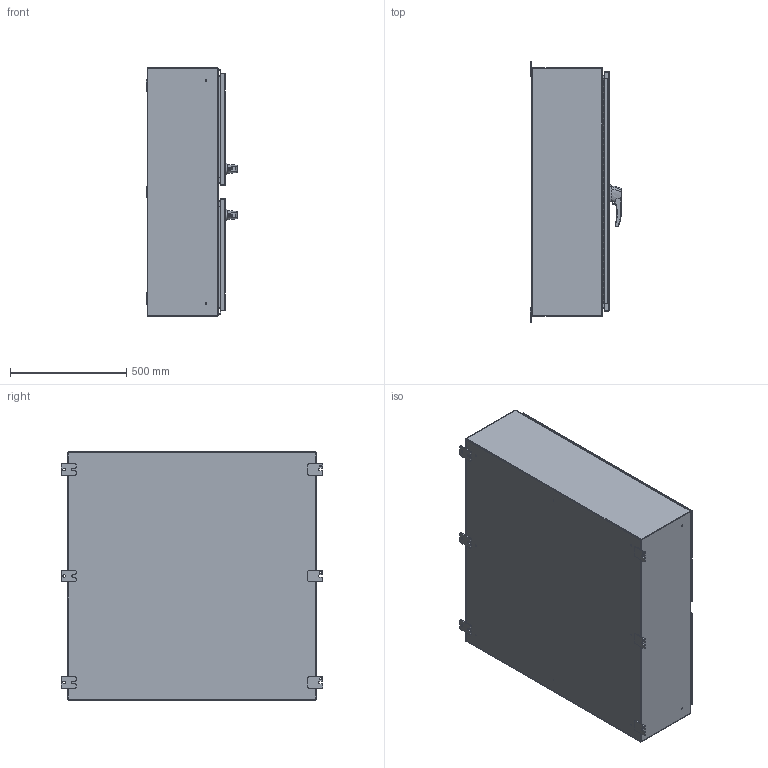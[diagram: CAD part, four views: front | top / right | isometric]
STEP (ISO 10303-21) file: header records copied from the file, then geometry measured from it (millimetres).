
FILE_DESCRIPTION (( 'STEP AP214' ), '1' );
FILE_NAME ('HN4WM424212GY.STEP', '2019-08-27T19:33:51', ( '' ), ( '' ), 'SwSTEP 2.0', 'SolidWorks 2018', '' );
FILE_SCHEMA (( 'AUTOMOTIVE_DESIGN' ));
Length unit declared in the file: inch
Products named in the file (1): HN4WM424212GY
Bounding box: 393.37 x 1123.95 x 1066.8 mm (x, y, z)
Volume: 13562316 mm3; surface area: 11090542 mm2
Topology: 110 solids, 112 shells, 3068 faces, 7907 edges, 5114 vertices
Faces by surface type: plane 1437, cylinder 1339, cone 148, bspline 144
Entity records: 146752 total; most frequent: CARTESIAN_POINT 30276, ORIENTED_EDGE 15786, DIRECTION 15709, EDGE_CURVE 7893, AXIS2_PLACEMENT_3D 5679, VERTEX_POINT 5114, LINE 4351, VECTOR 4351
